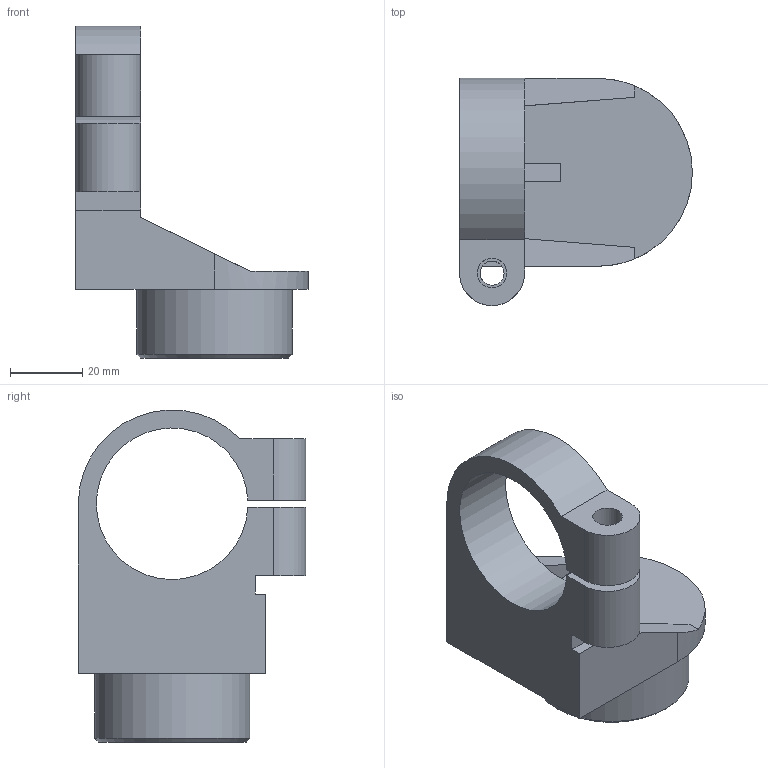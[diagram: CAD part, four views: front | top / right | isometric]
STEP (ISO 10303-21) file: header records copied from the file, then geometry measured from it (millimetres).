
FILE_DESCRIPTION(/* description */ (''),/* implementation_level */ '2;1');
FILE_NAME(/* name */ 'Part 076.stp',/* time_stamp */ '2015-02-24T14:47:53+02:00',/* author */ ('SFC'),/* organization */ (''),/* preprocessor_version */ 'ST-DEVELOPER v15.2',/* originating_system */ 'Autodesk Inventor 2014',/* authorisation */ '');
FILE_SCHEMA (('AUTOMOTIVE_DESIGN { 1 0 10303 214 3 1 1 }'));
Length unit declared in the file: millimetre
Products named in the file (1): Part 076
Bounding box: 64.5 x 63 x 91.98 mm (x, y, z)
Volume: 62202 mm3; surface area: 24147.6 mm2
Topology: 1 solids, 1 shells, 35 faces, 94 edges, 63 vertices
Faces by surface type: plane 23, cylinder 11, cone 1
Full cylindrical faces by diameter (mm): 6.647 x1, 8.2 x1, 33 x1, 43 x1
Entity records: 1114 total; most frequent: DIRECTION 186, CARTESIAN_POINT 184, ORIENTED_EDGE 174, EDGE_CURVE 87, AXIS2_PLACEMENT_3D 63, VERTEX_POINT 61, LINE 60, VECTOR 60
